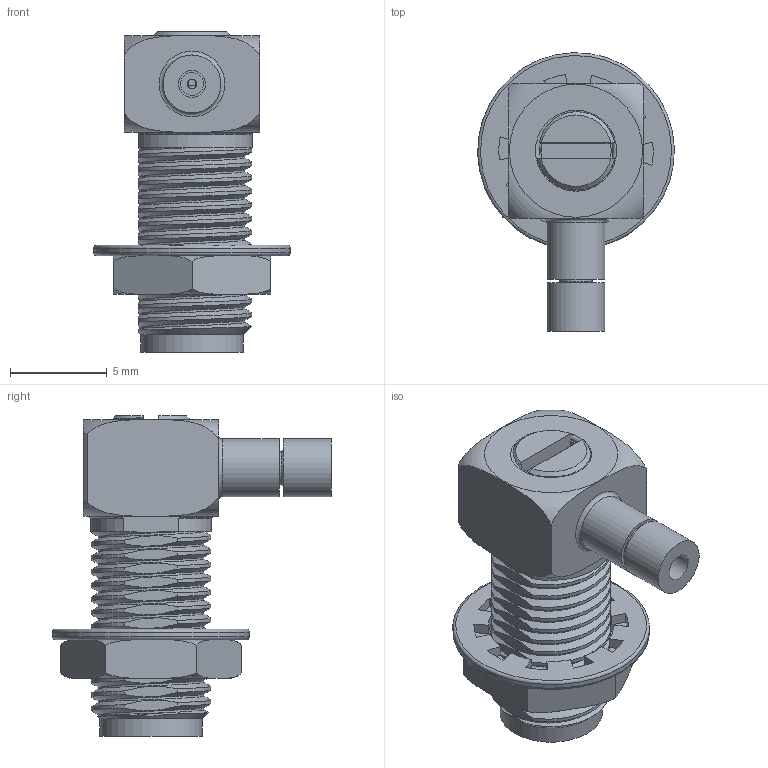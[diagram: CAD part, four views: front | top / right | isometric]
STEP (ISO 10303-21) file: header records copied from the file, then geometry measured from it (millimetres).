
FILE_DESCRIPTION(/* description */ ('Unknown'),/* implementation_level */ '2;1');
FILE_NAME(/* name */ '60316420112220',/* time_stamp */ '2024-05-29T14:22:18+02:00',/* author */ ('Unknown'),/* organization */ ('Unknown'),/* preprocessor_version */ 'ST-DEVELOPER v18.102',/* originating_system */ 'Solid Edge',/* authorisation */ 'Unknown');
FILE_SCHEMA (('AUTOMOTIVE_DESIGN {1 0 10303 214 3 1 1}'));
Length unit declared in the file: millimetre
Products named in the file (8): 60316420112220; 60316420112220_Body; 60316420112220_Cover; 60316420112220_Insulator; 60316420112220_Center Pin; 60316420112220_Nut; 60316420112220_Washer; 60316420112220_Ferrule
Assembly tree (7 placements, depth 2):
  60316420112220
    60316420112220_Body
    60316420112220_Cover
    60316420112220_Insulator
    60316420112220_Center Pin
    60316420112220_Nut
    60316420112220_Washer
    60316420112220_Ferrule
Bounding box: 10.19 x 14.45 x 16.6 mm (x, y, z)
Volume: 605.7 mm3; surface area: 1457.4 mm2
Topology: 7 solids, 7 shells, 237 faces, 601 edges, 402 vertices
Faces by surface type: plane 115, cylinder 78, torus 23, cone 12, bspline 9
Full cylindrical faces by diameter (mm): 0.5 x1, 0.67 x1, 0.8 x1, 0.9 x2, 1.2 x1, 1.25 x2, 1.3 x1, 1.4 x1, 1.55 x1, 1.7 x2, 2.1 x2, 2.2 x2, 2.25 x1, 2.9 x2, 3 x2, 3.65 x1, 3.8 x2, 4 x2, 4.1 x2, 4.3 x1, 4.6 x1, 5.3 x1, 10.2 x1
Entity records: 24140 total; most frequent: CARTESIAN_POINT 18780, ORIENTED_EDGE 1046, DIRECTION 1026, EDGE_CURVE 523, AXIS2_PLACEMENT_3D 423, VERTEX_POINT 374, EDGE_LOOP 321, FACE_BOUND 321
